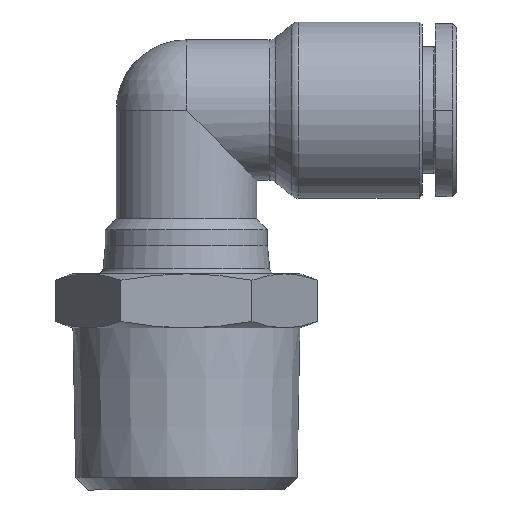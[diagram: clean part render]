
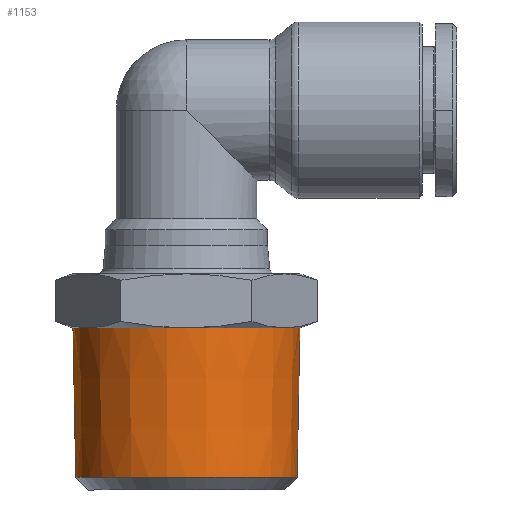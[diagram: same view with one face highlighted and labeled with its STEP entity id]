
A CAD part, front view. The second image highlights one B-rep face of the part: STEP entity #1153.
In plain terms, the highlighted conical face has half-angle 1.06 degrees and reference radius 10.361 mm.
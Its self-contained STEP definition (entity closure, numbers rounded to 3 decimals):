
#900=CARTESIAN_POINT('',(1.267,0.,-20.15));
#901=VERTEX_POINT('',#900);
#942=CARTESIAN_POINT('',(-19.733,0.,-20.15));
#943=VERTEX_POINT('',#942);
#1089=CARTESIAN_POINT('',(-9.233,0.,-27.65));
#1090=DIRECTION('',(0.,0.,1.0));
#1091=DIRECTION('',(1.0,0.0,0.0));
#1092=AXIS2_PLACEMENT_3D('',#1089,#1090,#1091);
#1093=CONICAL_SURFACE('',#1092,10.361,1.06);
#1094=CARTESIAN_POINT('',(1.011,0.,-33.95));
#1095=VERTEX_POINT('',#1094);
#1096=CARTESIAN_POINT('',(1.267,0.,-20.15));
#1097=DIRECTION('',(-0.018,0.,-1.));
#1098=VECTOR('',#1097,13.803);
#1099=LINE('',#1096,#1098);
#1100=EDGE_CURVE('',#901,#1095,#1099,.T.);
#1101=ORIENTED_EDGE('',*,*,#1100,.F.);
#1102=CARTESIAN_POINT('',(-0.14,-5.25,-20.15));
#1103=VERTEX_POINT('',#1102);
#1104=CARTESIAN_POINT('',(-9.233,0.,-20.15));
#1105=DIRECTION('',(0.0,0.0,-1.0));
#1106=DIRECTION('',(1.0,0.0,0.0));
#1107=AXIS2_PLACEMENT_3D('',#1104,#1105,#1106);
#1108=CIRCLE('',#1107,10.5);
#1109=EDGE_CURVE('',#901,#1103,#1108,.T.);
#1110=ORIENTED_EDGE('',*,*,#1109,.T.);
#1111=CARTESIAN_POINT('',(-9.233,-10.5,-20.15));
#1112=VERTEX_POINT('',#1111);
#1113=CARTESIAN_POINT('',(-9.233,0.,-20.15));
#1114=DIRECTION('',(0.0,0.0,-1.0));
#1115=DIRECTION('',(1.0,0.0,0.0));
#1116=AXIS2_PLACEMENT_3D('',#1113,#1114,#1115);
#1117=CIRCLE('',#1116,10.5);
#1118=EDGE_CURVE('',#1103,#1112,#1117,.T.);
#1119=ORIENTED_EDGE('',*,*,#1118,.T.);
#1120=CARTESIAN_POINT('',(-18.326,-5.25,-20.15));
#1121=VERTEX_POINT('',#1120);
#1122=CARTESIAN_POINT('',(-9.233,0.,-20.15));
#1123=DIRECTION('',(0.0,0.0,-1.0));
#1124=DIRECTION('',(1.0,0.0,0.0));
#1125=AXIS2_PLACEMENT_3D('',#1122,#1123,#1124);
#1126=CIRCLE('',#1125,10.5);
#1127=EDGE_CURVE('',#1112,#1121,#1126,.T.);
#1128=ORIENTED_EDGE('',*,*,#1127,.T.);
#1129=CARTESIAN_POINT('',(-9.233,0.,-20.15));
#1130=DIRECTION('',(0.0,0.0,-1.0));
#1131=DIRECTION('',(1.0,0.0,0.0));
#1132=AXIS2_PLACEMENT_3D('',#1129,#1130,#1131);
#1133=CIRCLE('',#1132,10.5);
#1134=EDGE_CURVE('',#1121,#943,#1133,.T.);
#1135=ORIENTED_EDGE('',*,*,#1134,.T.);
#1136=CARTESIAN_POINT('',(-19.478,0.,-33.95));
#1137=VERTEX_POINT('',#1136);
#1138=CARTESIAN_POINT('',(-19.478,0.,-33.95));
#1139=DIRECTION('',(-0.018,0.,1.));
#1140=VECTOR('',#1139,13.803);
#1141=LINE('',#1138,#1140);
#1142=EDGE_CURVE('',#1137,#943,#1141,.T.);
#1143=ORIENTED_EDGE('',*,*,#1142,.F.);
#1144=CARTESIAN_POINT('',(-9.233,0.,-33.95));
#1145=DIRECTION('',(0.0,0.0,-1.0));
#1146=DIRECTION('',(-1.0,0.0,0.0));
#1147=AXIS2_PLACEMENT_3D('',#1144,#1145,#1146);
#1148=CIRCLE('',#1147,10.245);
#1149=EDGE_CURVE('',#1095,#1137,#1148,.T.);
#1150=ORIENTED_EDGE('',*,*,#1149,.F.);
#1151=EDGE_LOOP('',(#1101,#1110,#1119,#1128,#1135,#1143,#1150));
#1152=FACE_OUTER_BOUND('',#1151,.T.);
#1153=ADVANCED_FACE('',(#1152),#1093,.T.);
